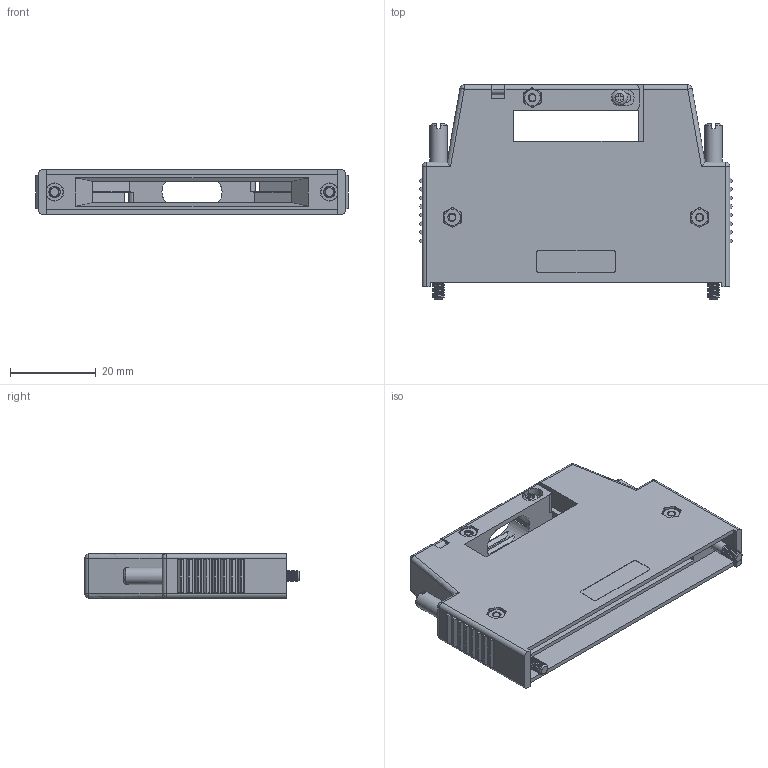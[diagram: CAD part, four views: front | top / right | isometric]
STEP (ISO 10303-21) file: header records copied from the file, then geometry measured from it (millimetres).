
FILE_DESCRIPTION( ('This file contains a STEP AP42 implementation' ,'as created by ZW3D STEP Interface translator.') ,'2;1' );
FILE_NAME( '6342-40FH00BBW01.stp' ,'231019.105954', (''), ('ZWCAD Software Co.'), 'Version 1.0', 'ZW3D to STEP translator', '' );
FILE_SCHEMA(('AUTOMOTIVE_DESIGN { 1 0 10303 214 1 1 1 1 }'));
Length unit declared in the file: millimetre
Products named in the file (2): 0; 6342-40FHSXBBWA01W
Bounding box: 72.72 x 49.85 x 10.3 mm (x, y, z)
Volume: 14793.5 mm3; surface area: 17228.8 mm2
Topology: 1 solids, 11 shells, 808 faces, 2154 edges, 1397 vertices
Faces by surface type: plane 447, cylinder 229, bspline 102, cone 22, sphere 8
Full cylindrical faces by diameter (mm): 1.6 x2, 1.9 x64, 1.95 x2, 2.15 x2, 2.2 x4, 2.6 x24, 3.6 x4, 4 x4
Entity records: 37818 total; most frequent: CARTESIAN_POINT 17787, ORIENTED_EDGE 4308, DIRECTION 3627, EDGE_CURVE 2154, VERTEX_POINT 1397, VECTOR 1333, LINE 1333, AXIS2_PLACEMENT_3D 1147
